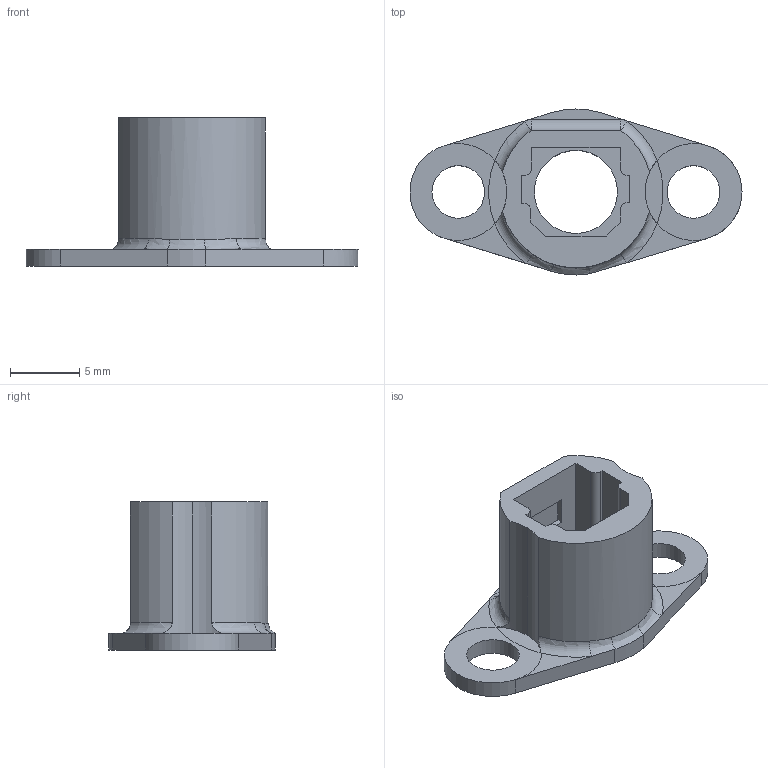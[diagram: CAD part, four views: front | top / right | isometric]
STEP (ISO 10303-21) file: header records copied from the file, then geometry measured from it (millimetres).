
FILE_DESCRIPTION(('FreeCAD Model'),'2;1');
FILE_NAME('toslink_launcher.stp', '2021-10-18T16:00:18',('Author'),(''), 'Open CASCADE STEP processor 7.3','FreeCAD','Unknown');
FILE_SCHEMA(('AUTOMOTIVE_DESIGN { 1 0 10303 214 1 1 1 1 }'));
Length unit declared in the file: millimetre
Products named in the file (2): TOSLink_Launcher; TOSLink_Launcher001
Assembly tree (1 placements, depth 2):
  TOSLink_Launcher
    TOSLink_Launcher001
Bounding box: 23.99 x 12 x 10.7 mm (x, y, z)
Volume: 653.2 mm3; surface area: 988.8 mm2
Topology: 1 solids, 1 shells, 71 faces, 180 edges, 112 vertices
Faces by surface type: plane 43, cylinder 19, bspline 5, torus 4
Full cylindrical faces by diameter (mm): 3.8 x2, 6 x2
Entity records: 5187 total; most frequent: CARTESIAN_POINT 1675, DIRECTION 632, LINE 389, VECTOR 389, ORIENTED_EDGE 356, PCURVE 356, DEFINITIONAL_REPRESENTATION 356, EDGE_CURVE 178
